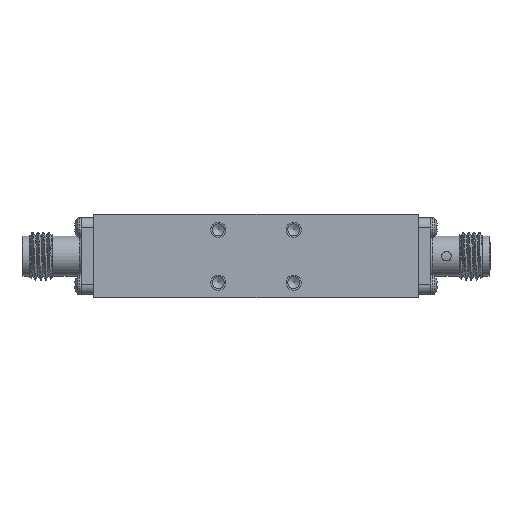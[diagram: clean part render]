
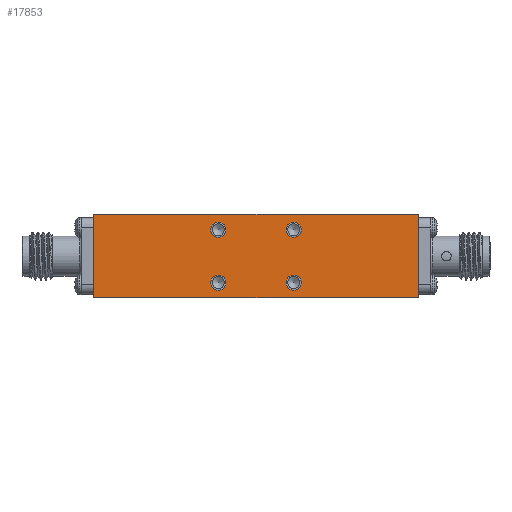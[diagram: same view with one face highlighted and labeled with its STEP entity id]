
A CAD part, front view. The second image highlights one B-rep face of the part: STEP entity #17853.
In plain terms, the highlighted planar face has unit normal (0, -1, 0).
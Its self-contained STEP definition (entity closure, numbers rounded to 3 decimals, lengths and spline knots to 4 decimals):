
#726 = AXIS2_PLACEMENT_3D ( 'NONE', #25156, #30276, #20099 ) ;
#1340 = EDGE_LOOP ( 'NONE', ( #23796 ) ) ;
#1367 = CIRCLE ( 'NONE', #29527, 0.0394 ) ;
#1614 = FACE_BOUND ( 'NONE', #1340, .T. ) ;
#2876 = CARTESIAN_POINT ( 'NONE',  ( 0.1969, -0.2953, -0.1378 ) ) ;
#2974 = EDGE_LOOP ( 'NONE', ( #27981 ) ) ;
#3494 = VERTEX_POINT ( 'NONE', #25374 ) ;
#3885 = VERTEX_POINT ( 'NONE', #11719 ) ;
#5195 = ORIENTED_EDGE ( 'NONE', *, *, #29862, .F. ) ;
#6541 = EDGE_CURVE ( 'NONE', #3885, #3885, #1367, .T. ) ;
#6852 = LINE ( 'NONE', #22801, #16957 ) ;
#7838 = EDGE_CURVE ( 'NONE', #32897, #32897, #30692, .T. ) ;
#8408 = CIRCLE ( 'NONE', #27923, 0.0394 ) ;
#8772 = CARTESIAN_POINT ( 'NONE',  ( -0.1969, -0.2953, -0.1772 ) ) ;
#8805 = DIRECTION ( 'NONE',  ( 0., 0., -1. ) ) ;
#9075 = EDGE_CURVE ( 'NONE', #13327, #25458, #10986, .T. ) ;
#9307 = CARTESIAN_POINT ( 'NONE',  ( -0.8465, -0.2953, 0.2165 ) ) ;
#10091 = CARTESIAN_POINT ( 'NONE',  ( -0.8465, -0.2953, -0.2165 ) ) ;
#10297 = CARTESIAN_POINT ( 'NONE',  ( -0.1969, -0.2953, 0.0984 ) ) ;
#10374 = ORIENTED_EDGE ( 'NONE', *, *, #9075, .T. ) ;
#10986 = LINE ( 'NONE', #28668, #26885 ) ;
#11703 = LINE ( 'NONE', #9307, #20833 ) ;
#11719 = CARTESIAN_POINT ( 'NONE',  ( 0.1969, -0.2953, 0.0984 ) ) ;
#11781 = CARTESIAN_POINT ( 'NONE',  ( -0.1969, -0.2953, 0.1378 ) ) ;
#12127 = FACE_BOUND ( 'NONE', #23606, .T. ) ;
#12471 = EDGE_LOOP ( 'NONE', ( #10374, #17256, #30427, #15350 ) ) ;
#13245 = DIRECTION ( 'NONE',  ( 0., -1., 0. ) ) ;
#13327 = VERTEX_POINT ( 'NONE', #10091 ) ;
#14625 = DIRECTION ( 'NONE',  ( 0., 0., -1. ) ) ;
#14671 = FACE_BOUND ( 'NONE', #2974, .T. ) ;
#14832 = FACE_BOUND ( 'NONE', #30821, .T. ) ;
#15131 = DIRECTION ( 'NONE',  ( 0., -1., 0. ) ) ;
#15350 = ORIENTED_EDGE ( 'NONE', *, *, #17202, .T. ) ;
#15777 = DIRECTION ( 'NONE',  ( 1., 0., 0. ) ) ;
#16868 = DIRECTION ( 'NONE',  ( 0., 0., -1. ) ) ;
#16957 = VECTOR ( 'NONE', #32958, 39.3701 ) ;
#17180 = VERTEX_POINT ( 'NONE', #17376 ) ;
#17202 = EDGE_CURVE ( 'NONE', #3494, #13327, #6852, .T. ) ;
#17256 = ORIENTED_EDGE ( 'NONE', *, *, #23799, .F. ) ;
#17376 = CARTESIAN_POINT ( 'NONE',  ( 0.8465, -0.2953, 0.2165 ) ) ;
#17853 = ADVANCED_FACE ( 'NONE', ( #24835, #14832, #12127, #14671, #1614 ), #22806, .F. ) ;
#18144 = VECTOR ( 'NONE', #8805, 39.3701 ) ;
#19227 = DIRECTION ( 'NONE',  ( 0., 0., -1. ) ) ;
#19996 = VERTEX_POINT ( 'NONE', #10297 ) ;
#20099 = DIRECTION ( 'NONE',  ( 1., 0., 0. ) ) ;
#20398 = AXIS2_PLACEMENT_3D ( 'NONE', #2876, #13245, #23583 ) ;
#20833 = VECTOR ( 'NONE', #26970, 39.3701 ) ;
#21920 = EDGE_CURVE ( 'NONE', #27446, #27446, #30572, .T. ) ;
#22065 = CARTESIAN_POINT ( 'NONE',  ( 0.8465, -0.2953, -0.2165 ) ) ;
#22740 = CARTESIAN_POINT ( 'NONE',  ( 0.1969, -0.2953, -0.1772 ) ) ;
#22801 = CARTESIAN_POINT ( 'NONE',  ( -0.8465, -0.2953, 0.2165 ) ) ;
#22806 = PLANE ( 'NONE',  #726 ) ;
#23501 = AXIS2_PLACEMENT_3D ( 'NONE', #29408, #32102, #19227 ) ;
#23583 = DIRECTION ( 'NONE',  ( 0., 0., -1. ) ) ;
#23606 = EDGE_LOOP ( 'NONE', ( #27555 ) ) ;
#23796 = ORIENTED_EDGE ( 'NONE', *, *, #21920, .F. ) ;
#23799 = EDGE_CURVE ( 'NONE', #17180, #25458, #27141, .T. ) ;
#24764 = CARTESIAN_POINT ( 'NONE',  ( 0.8465, -0.2953, 0.2165 ) ) ;
#24835 = FACE_OUTER_BOUND ( 'NONE', #12471, .T. ) ;
#25156 = CARTESIAN_POINT ( 'NONE',  ( -0.8465, -0.2953, 0.2165 ) ) ;
#25374 = CARTESIAN_POINT ( 'NONE',  ( -0.8465, -0.2953, 0.2165 ) ) ;
#25458 = VERTEX_POINT ( 'NONE', #22065 ) ;
#26885 = VECTOR ( 'NONE', #15777, 39.3701 ) ;
#26970 = DIRECTION ( 'NONE',  ( 1., 0., 0. ) ) ;
#27141 = LINE ( 'NONE', #24764, #18144 ) ;
#27446 = VERTEX_POINT ( 'NONE', #8772 ) ;
#27555 = ORIENTED_EDGE ( 'NONE', *, *, #6541, .F. ) ;
#27923 = AXIS2_PLACEMENT_3D ( 'NONE', #11781, #30098, #16868 ) ;
#27981 = ORIENTED_EDGE ( 'NONE', *, *, #7838, .F. ) ;
#28194 = EDGE_CURVE ( 'NONE', #3494, #17180, #11703, .T. ) ;
#28668 = CARTESIAN_POINT ( 'NONE',  ( -0.8465, -0.2953, -0.2165 ) ) ;
#29408 = CARTESIAN_POINT ( 'NONE',  ( -0.1969, -0.2953, -0.1378 ) ) ;
#29527 = AXIS2_PLACEMENT_3D ( 'NONE', #30561, #15131, #14625 ) ;
#29862 = EDGE_CURVE ( 'NONE', #19996, #19996, #8408, .T. ) ;
#30098 = DIRECTION ( 'NONE',  ( 0., -1., 0. ) ) ;
#30276 = DIRECTION ( 'NONE',  ( 0., 1., 0. ) ) ;
#30427 = ORIENTED_EDGE ( 'NONE', *, *, #28194, .F. ) ;
#30561 = CARTESIAN_POINT ( 'NONE',  ( 0.1969, -0.2953, 0.1378 ) ) ;
#30572 = CIRCLE ( 'NONE', #23501, 0.0394 ) ;
#30692 = CIRCLE ( 'NONE', #20398, 0.0394 ) ;
#30821 = EDGE_LOOP ( 'NONE', ( #5195 ) ) ;
#32102 = DIRECTION ( 'NONE',  ( 0., -1., 0. ) ) ;
#32897 = VERTEX_POINT ( 'NONE', #22740 ) ;
#32958 = DIRECTION ( 'NONE',  ( 0., 0., -1. ) ) ;
